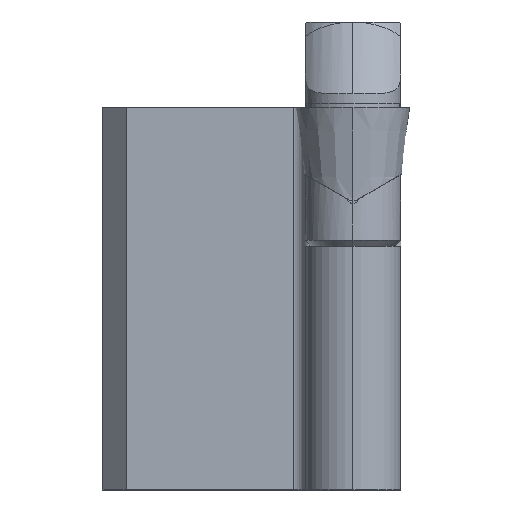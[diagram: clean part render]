
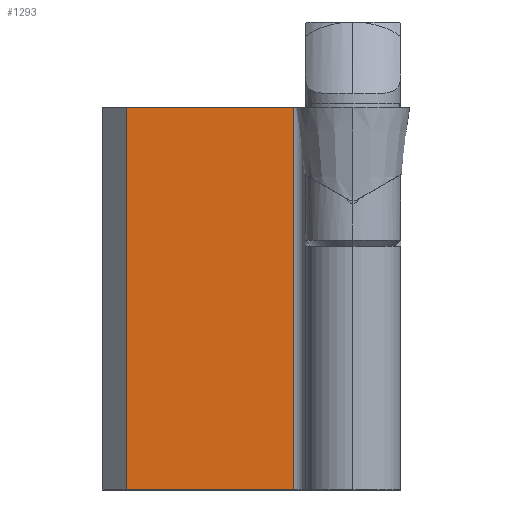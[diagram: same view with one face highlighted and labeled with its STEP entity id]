
A CAD part, left-side view. The second image highlights one B-rep face of the part: STEP entity #1293.
In plain terms, the highlighted planar face has unit normal (-1, 0, 0).
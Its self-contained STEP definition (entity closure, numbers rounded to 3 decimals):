
#464 = DIRECTION ( 'NONE',  ( 0., 1., 0. ) ) ;
#1157 = CARTESIAN_POINT ( 'NONE',  ( 29., 0., -32. ) ) ;
#1293 = ADVANCED_FACE ( 'NONE', ( #7043 ), #5020, .T. ) ;
#1419 = LINE ( 'NONE', #6085, #6966 ) ;
#1425 = DIRECTION ( 'NONE',  ( 0., 0., 1. ) ) ;
#1446 = LINE ( 'NONE', #1447, #6221 ) ;
#1447 = CARTESIAN_POINT ( 'NONE',  ( 29., 0., 0. ) ) ;
#1773 = VECTOR ( 'NONE', #4599, 1000. ) ;
#1872 = AXIS2_PLACEMENT_3D ( 'NONE', #2272, #3541, #1425 ) ;
#1873 = EDGE_CURVE ( 'NONE', #5621, #3821, #1419, .T. ) ;
#2272 = CARTESIAN_POINT ( 'NONE',  ( 29., -3.5, 219.478 ) ) ;
#2808 = EDGE_CURVE ( 'NONE', #3821, #5337, #9007, .T. ) ;
#3133 = CARTESIAN_POINT ( 'NONE',  ( 29., -3.5, -32. ) ) ;
#3541 = DIRECTION ( 'NONE',  ( -1., 0., 0. ) ) ;
#3821 = VERTEX_POINT ( 'NONE', #3133 ) ;
#3918 = DIRECTION ( 'NONE',  ( 0., 0., -1. ) ) ;
#4460 = VERTEX_POINT ( 'NONE', #7156 ) ;
#4599 = DIRECTION ( 'NONE',  ( 0., 0., -1. ) ) ;
#5020 = PLANE ( 'NONE',  #1872 ) ;
#5337 = VERTEX_POINT ( 'NONE', #6516 ) ;
#5621 = VERTEX_POINT ( 'NONE', #8208 ) ;
#5652 = VECTOR ( 'NONE', #464, 1000. ) ;
#6085 = CARTESIAN_POINT ( 'NONE',  ( 29., -3.5, 219.478 ) ) ;
#6221 = VECTOR ( 'NONE', #7924, 1000. ) ;
#6516 = CARTESIAN_POINT ( 'NONE',  ( 29., 10.5, -32. ) ) ;
#6739 = ORIENTED_EDGE ( 'NONE', *, *, #8885, .T. ) ;
#6899 = ORIENTED_EDGE ( 'NONE', *, *, #1873, .F. ) ;
#6966 = VECTOR ( 'NONE', #3918, 1000. ) ;
#6988 = ORIENTED_EDGE ( 'NONE', *, *, #2808, .F. ) ;
#7043 = FACE_OUTER_BOUND ( 'NONE', #7339, .T. ) ;
#7156 = CARTESIAN_POINT ( 'NONE',  ( 29., 10.5, 0. ) ) ;
#7339 = EDGE_LOOP ( 'NONE', ( #6988, #6899, #8669, #6739 ) ) ;
#7441 = CARTESIAN_POINT ( 'NONE',  ( 29., 10.5, 219.478 ) ) ;
#7767 = LINE ( 'NONE', #7441, #1773 ) ;
#7924 = DIRECTION ( 'NONE',  ( 0., 1., 0. ) ) ;
#8208 = CARTESIAN_POINT ( 'NONE',  ( 29., -3.5, 0. ) ) ;
#8630 = EDGE_CURVE ( 'NONE', #5621, #4460, #1446, .T. ) ;
#8669 = ORIENTED_EDGE ( 'NONE', *, *, #8630, .T. ) ;
#8885 = EDGE_CURVE ( 'NONE', #4460, #5337, #7767, .T. ) ;
#9007 = LINE ( 'NONE', #1157, #5652 ) ;
